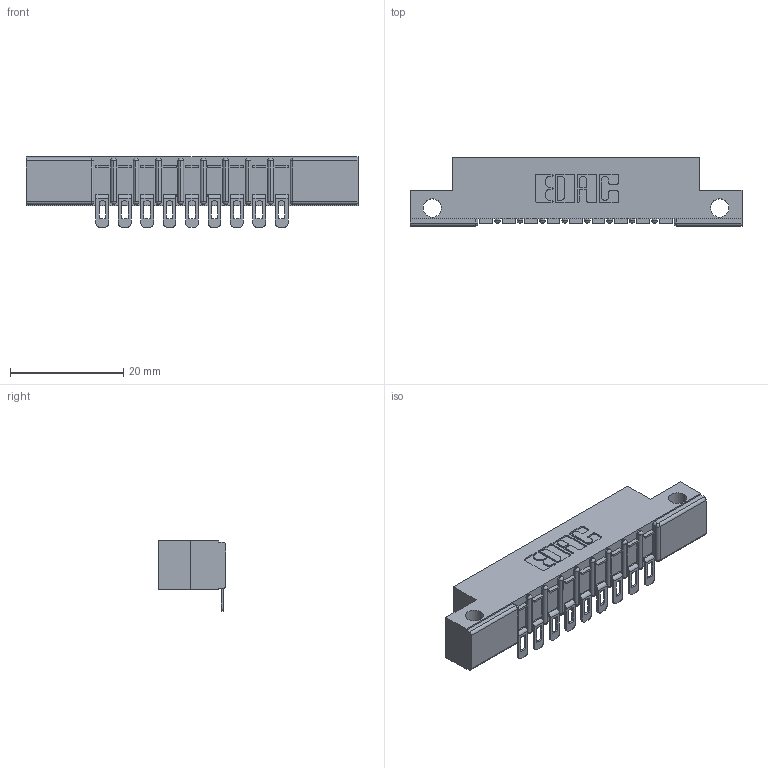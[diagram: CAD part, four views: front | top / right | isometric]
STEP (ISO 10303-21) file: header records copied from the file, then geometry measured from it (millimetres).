
FILE_DESCRIPTION (( 'STEP AP203' ), '1' );
FILE_NAME ('357-009-554-112.STEP', '2019-09-16T18:12:16', ( '' ), ( '' ), 'SwSTEP 2.0', 'SolidWorks 2016', '' );
FILE_SCHEMA (( 'CONFIG_CONTROL_DESIGN' ));
Length unit declared in the file: inch
Products named in the file (3): 307-290-002_554; 357-009-554-112; 307 Part_.128 Dia Side Mounting Holes
Assembly tree (10 placements, depth 2):
  357-009-554-112
    307 Part_.128 Dia Side Mounting Holes
    307-290-002_554  x9
Bounding box: 58.67 x 12.01 x 12.52 mm (x, y, z)
Volume: 3794.1 mm3; surface area: 6077.4 mm2
Topology: 10 solids, 10 shells, 857 faces, 2600 edges, 1704 vertices
Faces by surface type: plane 484, cylinder 353, sphere 20
Entity records: 12751 total; most frequent: CARTESIAN_POINT 2146, ORIENTED_EDGE 2136, DIRECTION 2106, EDGE_CURVE 1068, VECTOR 794, LINE 794, VERTEX_POINT 696, AXIS2_PLACEMENT_3D 656
